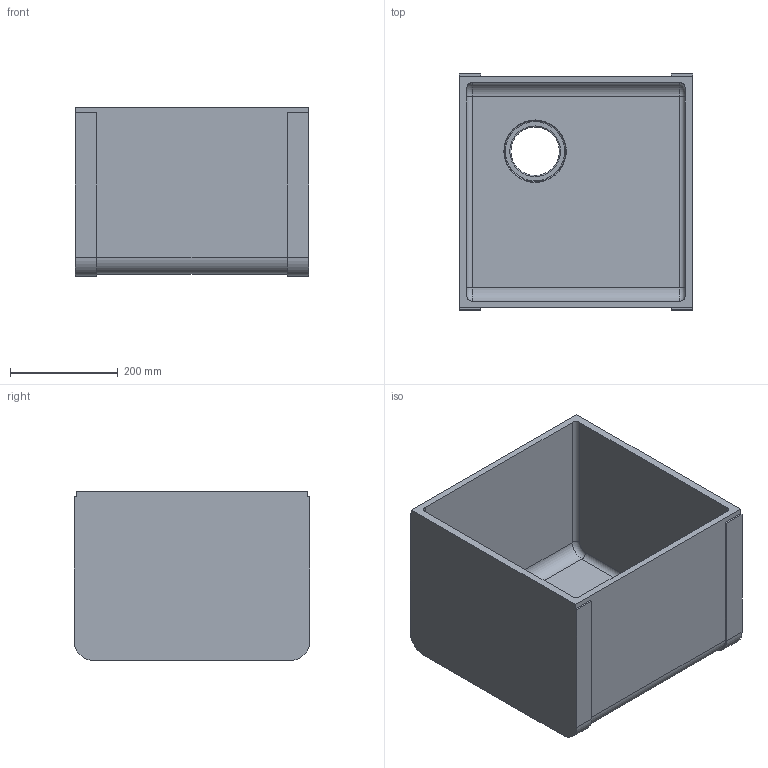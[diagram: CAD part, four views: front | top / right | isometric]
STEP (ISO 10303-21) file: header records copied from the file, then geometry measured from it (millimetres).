
FILE_DESCRIPTION(/* description */ (''),/* implementation_level */ '2;1');
FILE_NAME(/* name */ '406',/* time_stamp */ '2020-02-29T14:45:42+08:00',/* author */ (''),/* organization */ (''),/* preprocessor_version */ 'ST-DEVELOPER v9',/* originating_system */ 'UGS - NX 4.0',/* authorisation */ '');
FILE_SCHEMA (('CONFIG_CONTROL_DESIGN'));
Length unit declared in the file: millimetre
Products named in the file (1): AdmiECD9g9vs
Bounding box: 434 x 438 x 314 mm (x, y, z)
Volume: 8918257.4 mm3; surface area: 1370575.8 mm2
Topology: 1 solids, 1 shells, 47 faces, 118 edges, 75 vertices
Faces by surface type: plane 24, cylinder 16, torus 7
Full cylindrical faces by diameter (mm): 90 x1, 114 x1
Entity records: 1468 total; most frequent: DIRECTION 248, CARTESIAN_POINT 236, ORIENTED_EDGE 226, EDGE_CURVE 113, AXIS2_PLACEMENT_3D 87, VERTEX_POINT 75, LINE 74, VECTOR 74
